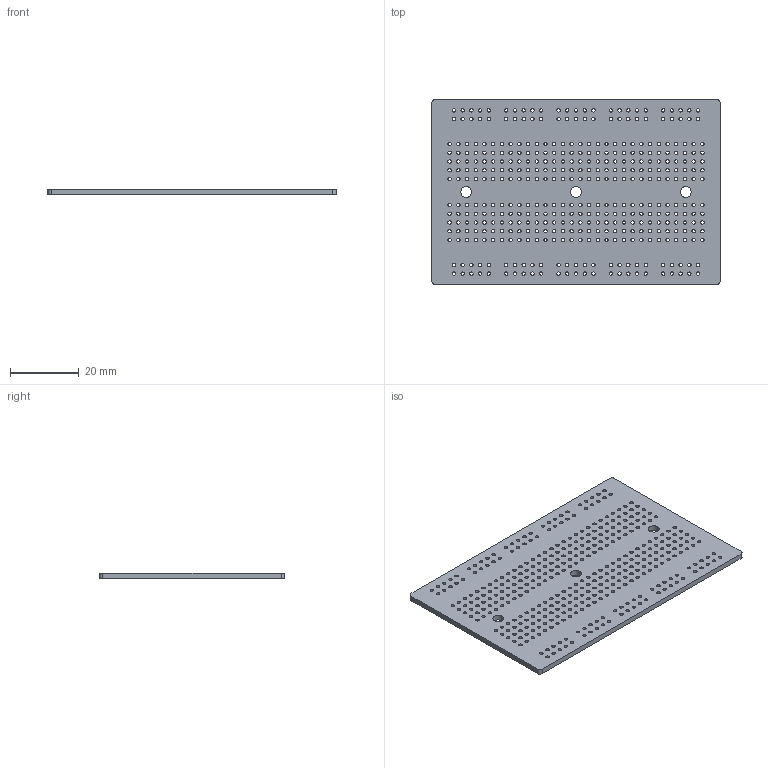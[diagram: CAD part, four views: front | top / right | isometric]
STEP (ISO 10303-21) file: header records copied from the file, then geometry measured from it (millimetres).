
FILE_DESCRIPTION(('KiCad electronic assembly'),'2;1');
FILE_NAME('PCB_breadboard_3D.step','2021-09-03T09:23:12',('Pcbnew'),( 'Kicad'),'Open CASCADE STEP processor 7.5','KiCad to STEP converter' ,'Unknown');
FILE_SCHEMA(('AUTOMOTIVE_DESIGN { 1 0 10303 214 1 1 1 1 }'));
Length unit declared in the file: millimetre
Products named in the file (2): PCB_breadboard_3D 1; COMPOUND
Assembly tree (1 placements, depth 2):
  PCB_breadboard_3D 1
    COMPOUND
Bounding box: 84 x 54 x 1.6 mm (x, y, z)
Volume: 6715 mm3; surface area: 10891.4 mm2
Topology: 1 solids, 1 shells, 413 faces, 1233 edges, 822 vertices
Faces by surface type: cylinder 407, plane 6
Full cylindrical faces by diameter (mm): 1 x400, 3.2 x3
Entity records: 34531 total; most frequent: CARTESIAN_POINT 9820, DIRECTION 4529, ORIENTED_EDGE 2466, PCURVE 2466, DEFINITIONAL_REPRESENTATION 2466, LINE 2071, VECTOR 2071, EDGE_CURVE 1233
